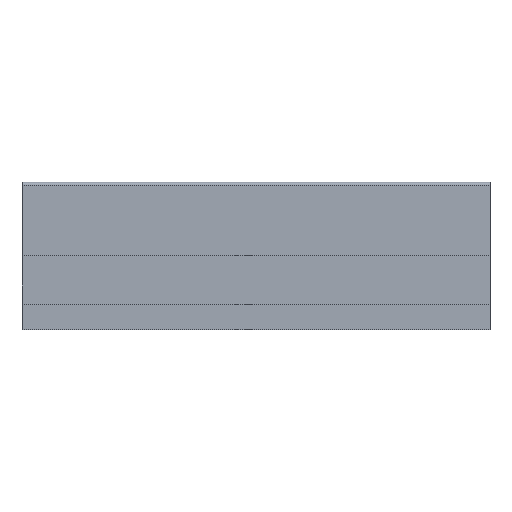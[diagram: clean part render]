
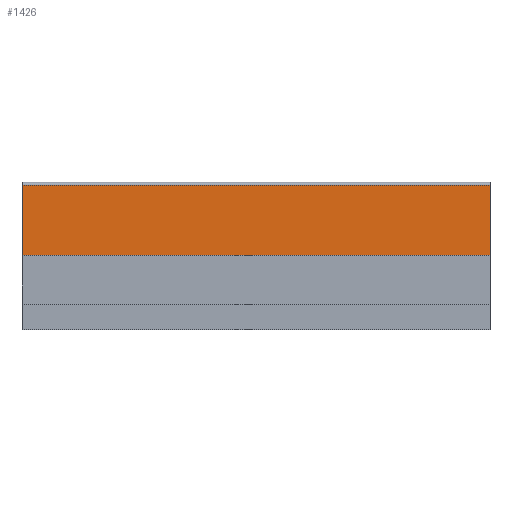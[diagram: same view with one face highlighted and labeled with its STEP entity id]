
A CAD part, front view. The second image highlights one B-rep face of the part: STEP entity #1426.
In plain terms, the highlighted planar face has unit normal (0, -1, 0).
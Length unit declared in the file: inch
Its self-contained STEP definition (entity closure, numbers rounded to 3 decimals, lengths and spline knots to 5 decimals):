
#11 = EDGE_LOOP ( 'NONE', ( #766, #767, #768, #769 ) ) ;
#362 = VECTOR ( 'NONE', #2363, 39.37008 ) ;
#363 = LINE ( 'NONE', #2364, #362 ) ;
#374 = LINE ( 'NONE', #2327, #375 ) ;
#375 = VECTOR ( 'NONE', #2324, 39.37008 ) ;
#378 = LINE ( 'NONE', #2332, #382 ) ;
#380 = LINE ( 'NONE', #2286, #381 ) ;
#381 = VECTOR ( 'NONE', #2281, 39.37008 ) ;
#382 = VECTOR ( 'NONE', #2273, 39.37008 ) ;
#766 = ORIENTED_EDGE ( 'NONE', *, *, #3125, .T. ) ;
#767 = ORIENTED_EDGE ( 'NONE', *, *, #3124, .F. ) ;
#768 = ORIENTED_EDGE ( 'NONE', *, *, #3117, .F. ) ;
#769 = ORIENTED_EDGE ( 'NONE', *, *, #3121, .T. ) ;
#990 = FACE_OUTER_BOUND ( 'NONE', #11, .T. ) ;
#1426 = ADVANCED_FACE ( 'NONE', ( #990 ), #4103, .F. ) ;
#1639 = AXIS2_PLACEMENT_3D ( 'NONE', #4106, #4112, #4113 ) ;
#2273 = DIRECTION ( 'NONE',  ( 0., 0., -1. ) ) ;
#2281 = DIRECTION ( 'NONE',  ( -1., 0., 0. ) ) ;
#2286 = CARTESIAN_POINT ( 'NONE',  ( 2.3, -1.2, -0.1 ) ) ;
#2324 = DIRECTION ( 'NONE',  ( -1., 0., 0. ) ) ;
#2327 = CARTESIAN_POINT ( 'NONE',  ( 2.3, -1.2, 0.59 ) ) ;
#2332 = CARTESIAN_POINT ( 'NONE',  ( -2.3, -1.2, 0. ) ) ;
#2339 = CARTESIAN_POINT ( 'NONE',  ( 2.3, -1.2, -0.1 ) ) ;
#2343 = CARTESIAN_POINT ( 'NONE',  ( -2.3, -1.2, -0.1 ) ) ;
#2347 = CARTESIAN_POINT ( 'NONE',  ( -2.3, -1.2, 0.59 ) ) ;
#2350 = CARTESIAN_POINT ( 'NONE',  ( 2.3, -1.2, 0.59 ) ) ;
#2363 = DIRECTION ( 'NONE',  ( 0., 0., -1. ) ) ;
#2364 = CARTESIAN_POINT ( 'NONE',  ( 2.3, -1.2, 0.59 ) ) ;
#3117 = EDGE_CURVE ( 'NONE', #3449, #3454, #363, .T. ) ;
#3121 = EDGE_CURVE ( 'NONE', #3449, #3451, #374, .T. ) ;
#3124 = EDGE_CURVE ( 'NONE', #3454, #3455, #380, .T. ) ;
#3125 = EDGE_CURVE ( 'NONE', #3451, #3455, #378, .T. ) ;
#3449 = VERTEX_POINT ( 'NONE', #2350 ) ;
#3451 = VERTEX_POINT ( 'NONE', #2347 ) ;
#3454 = VERTEX_POINT ( 'NONE', #2339 ) ;
#3455 = VERTEX_POINT ( 'NONE', #2343 ) ;
#4103 = PLANE ( 'NONE',  #1639 ) ;
#4106 = CARTESIAN_POINT ( 'NONE',  ( 2.3, -1.2, 0. ) ) ;
#4112 = DIRECTION ( 'NONE',  ( 0., 1., 0. ) ) ;
#4113 = DIRECTION ( 'NONE',  ( 0., 0., 1. ) ) ;
